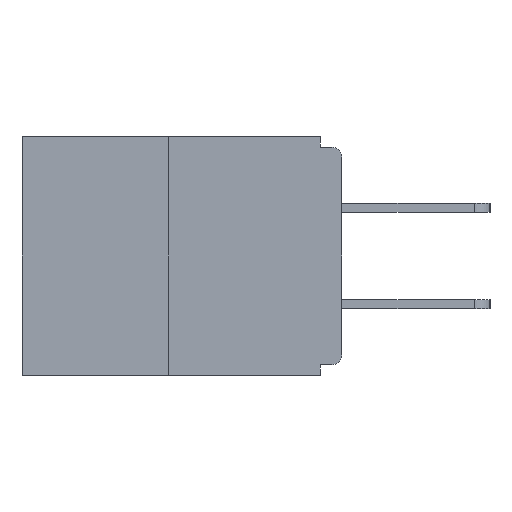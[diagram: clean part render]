
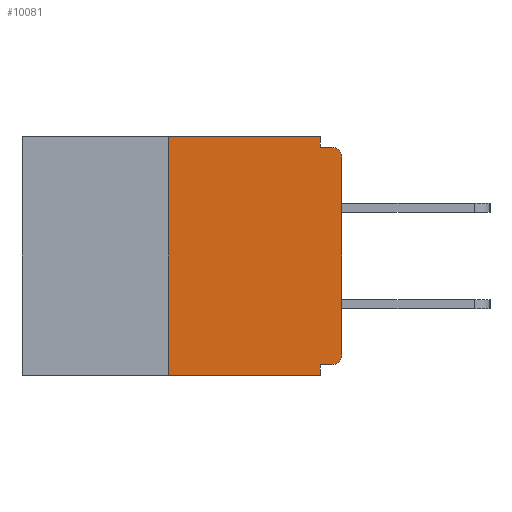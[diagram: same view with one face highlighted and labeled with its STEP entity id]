
A CAD part, left-side view. The second image highlights one B-rep face of the part: STEP entity #10081.
In plain terms, the highlighted planar face has unit normal (-1, 0, 0).
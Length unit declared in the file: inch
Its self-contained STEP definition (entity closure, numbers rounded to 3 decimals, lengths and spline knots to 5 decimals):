
#157 = CARTESIAN_POINT ( 'NONE',  ( 0., 0., -0.015 ) ) ;
#645 = LINE ( 'NONE', #12216, #14706 ) ;
#761 = DIRECTION ( 'NONE',  ( 0., -1., 0. ) ) ;
#818 = CARTESIAN_POINT ( 'NONE',  ( 0., 0.25, 0. ) ) ;
#1049 = CARTESIAN_POINT ( 'NONE',  ( 0., 0.031, 0. ) ) ;
#1115 = EDGE_CURVE ( 'NONE', #1543, #13038, #1732, .T. ) ;
#1268 = VERTEX_POINT ( 'NONE', #9870 ) ;
#1323 = CARTESIAN_POINT ( 'NONE',  ( 0., 0.031, -0.343 ) ) ;
#1543 = VERTEX_POINT ( 'NONE', #15304 ) ;
#1579 = CARTESIAN_POINT ( 'NONE',  ( 0., 0.015, -0.313 ) ) ;
#1669 = PLANE ( 'NONE',  #2901 ) ;
#1732 = LINE ( 'NONE', #14140, #7903 ) ;
#1850 = EDGE_LOOP ( 'NONE', ( #2274, #3906, #13019, #8427, #6844, #11172, #14333, #4554, #13314, #15267 ) ) ;
#1854 = EDGE_CURVE ( 'NONE', #13163, #1268, #7293, .T. ) ;
#1917 = DIRECTION ( 'NONE',  ( 0., 1., 0. ) ) ;
#1956 = CARTESIAN_POINT ( 'NONE',  ( 0., 0.031, -0.328 ) ) ;
#2073 = EDGE_CURVE ( 'NONE', #5941, #4334, #9815, .T. ) ;
#2091 = DIRECTION ( 'NONE',  ( 0., 0., 1. ) ) ;
#2274 = ORIENTED_EDGE ( 'NONE', *, *, #3298, .F. ) ;
#2629 = CARTESIAN_POINT ( 'NONE',  ( 0., 0.031, -0.015 ) ) ;
#2632 = VECTOR ( 'NONE', #12564, 39.37008 ) ;
#2734 = DIRECTION ( 'NONE',  ( 0., 0., -1. ) ) ;
#2901 = AXIS2_PLACEMENT_3D ( 'NONE', #3868, #13719, #12492 ) ;
#2989 = LINE ( 'NONE', #1323, #8171 ) ;
#2993 = VECTOR ( 'NONE', #3551, 39.37008 ) ;
#3298 = EDGE_CURVE ( 'NONE', #12050, #5571, #15159, .T. ) ;
#3303 = VECTOR ( 'NONE', #7962, 39.37008 ) ;
#3399 = VECTOR ( 'NONE', #2091, 39.37008 ) ;
#3543 = DIRECTION ( 'NONE',  ( 0., 0., 1. ) ) ;
#3551 = DIRECTION ( 'NONE',  ( 0., 0., -1. ) ) ;
#3579 = VERTEX_POINT ( 'NONE', #1956 ) ;
#3784 = LINE ( 'NONE', #11920, #3399 ) ;
#3868 = CARTESIAN_POINT ( 'NONE',  ( 0., 0.46, 0. ) ) ;
#3906 = ORIENTED_EDGE ( 'NONE', *, *, #13960, .F. ) ;
#4139 = DIRECTION ( 'NONE',  ( -1., 0., 0. ) ) ;
#4144 = LINE ( 'NONE', #9213, #13783 ) ;
#4233 = CARTESIAN_POINT ( 'NONE',  ( 0., 0.031, -0.343 ) ) ;
#4334 = VERTEX_POINT ( 'NONE', #15254 ) ;
#4554 = ORIENTED_EDGE ( 'NONE', *, *, #2073, .T. ) ;
#5571 = VERTEX_POINT ( 'NONE', #13980 ) ;
#5601 = CARTESIAN_POINT ( 'NONE',  ( 0., 0.015, -0.03 ) ) ;
#5941 = VERTEX_POINT ( 'NONE', #6780 ) ;
#6780 = CARTESIAN_POINT ( 'NONE',  ( 0., 0., -0.03 ) ) ;
#6816 = DIRECTION ( 'NONE',  ( 0., 0., -1. ) ) ;
#6844 = ORIENTED_EDGE ( 'NONE', *, *, #9346, .F. ) ;
#7293 = CIRCLE ( 'NONE', #15927, 0.015 ) ;
#7903 = VECTOR ( 'NONE', #761, 39.37008 ) ;
#7962 = DIRECTION ( 'NONE',  ( 0., -1., 0. ) ) ;
#7972 = FACE_OUTER_BOUND ( 'NONE', #1850, .T. ) ;
#8171 = VECTOR ( 'NONE', #15993, 39.37008 ) ;
#8427 = ORIENTED_EDGE ( 'NONE', *, *, #14195, .F. ) ;
#8448 = EDGE_CURVE ( 'NONE', #5571, #14183, #15141, .T. ) ;
#9213 = CARTESIAN_POINT ( 'NONE',  ( 0., 0., -0.328 ) ) ;
#9346 = EDGE_CURVE ( 'NONE', #13163, #3579, #4144, .T. ) ;
#9815 = CIRCLE ( 'NONE', #15320, 0.015 ) ;
#9870 = CARTESIAN_POINT ( 'NONE',  ( 0., 0., -0.313 ) ) ;
#10018 = CARTESIAN_POINT ( 'NONE',  ( 0., 0.46, 0. ) ) ;
#10081 = ADVANCED_FACE ( 'NONE', ( #7972 ), #1669, .F. ) ;
#11172 = ORIENTED_EDGE ( 'NONE', *, *, #1854, .T. ) ;
#11265 = LINE ( 'NONE', #157, #3303 ) ;
#11336 = EDGE_CURVE ( 'NONE', #14183, #4334, #11265, .T. ) ;
#11555 = CARTESIAN_POINT ( 'NONE',  ( 0., 0.015, -0.328 ) ) ;
#11920 = CARTESIAN_POINT ( 'NONE',  ( 0., 0.25, 0. ) ) ;
#12050 = VERTEX_POINT ( 'NONE', #818 ) ;
#12216 = CARTESIAN_POINT ( 'NONE',  ( 0., 0., 0. ) ) ;
#12492 = DIRECTION ( 'NONE',  ( 0., 0., -1. ) ) ;
#12564 = DIRECTION ( 'NONE',  ( 0., -1., 0. ) ) ;
#12786 = DIRECTION ( 'NONE',  ( -1., 0., 0. ) ) ;
#13019 = ORIENTED_EDGE ( 'NONE', *, *, #1115, .T. ) ;
#13038 = VERTEX_POINT ( 'NONE', #4233 ) ;
#13163 = VERTEX_POINT ( 'NONE', #11555 ) ;
#13314 = ORIENTED_EDGE ( 'NONE', *, *, #11336, .F. ) ;
#13719 = DIRECTION ( 'NONE',  ( 1., 0., 0. ) ) ;
#13783 = VECTOR ( 'NONE', #1917, 39.37008 ) ;
#13960 = EDGE_CURVE ( 'NONE', #1543, #12050, #3784, .T. ) ;
#13980 = CARTESIAN_POINT ( 'NONE',  ( 0., 0.031, 0. ) ) ;
#14140 = CARTESIAN_POINT ( 'NONE',  ( 0., 0.46, -0.343 ) ) ;
#14183 = VERTEX_POINT ( 'NONE', #2629 ) ;
#14195 = EDGE_CURVE ( 'NONE', #3579, #13038, #2989, .T. ) ;
#14333 = ORIENTED_EDGE ( 'NONE', *, *, #14694, .T. ) ;
#14694 = EDGE_CURVE ( 'NONE', #1268, #5941, #645, .T. ) ;
#14706 = VECTOR ( 'NONE', #3543, 39.37008 ) ;
#15141 = LINE ( 'NONE', #1049, #2993 ) ;
#15159 = LINE ( 'NONE', #10018, #2632 ) ;
#15254 = CARTESIAN_POINT ( 'NONE',  ( 0., 0.015, -0.015 ) ) ;
#15267 = ORIENTED_EDGE ( 'NONE', *, *, #8448, .F. ) ;
#15304 = CARTESIAN_POINT ( 'NONE',  ( 0., 0.25, -0.343 ) ) ;
#15320 = AXIS2_PLACEMENT_3D ( 'NONE', #5601, #12786, #6816 ) ;
#15927 = AXIS2_PLACEMENT_3D ( 'NONE', #1579, #4139, #2734 ) ;
#15993 = DIRECTION ( 'NONE',  ( 0., 0., -1. ) ) ;
